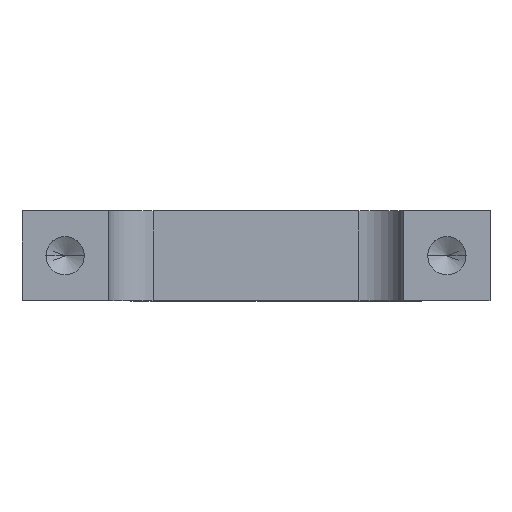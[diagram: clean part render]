
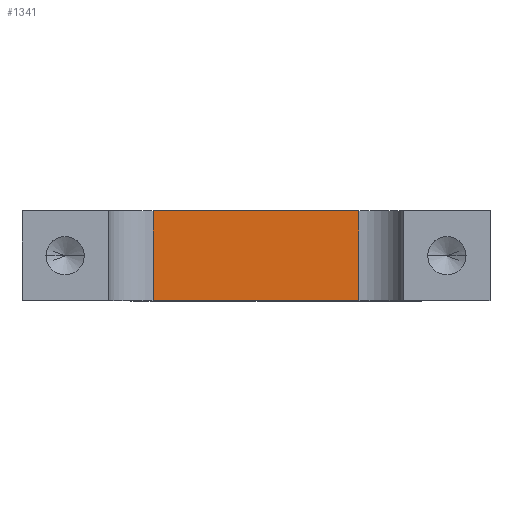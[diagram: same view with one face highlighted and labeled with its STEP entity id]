
A CAD part, top view. The second image highlights one B-rep face of the part: STEP entity #1341.
In plain terms, the highlighted planar face has unit normal (0, 0, 1).
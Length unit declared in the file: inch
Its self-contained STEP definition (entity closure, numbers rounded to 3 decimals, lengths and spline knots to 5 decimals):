
#63 = AXIS2_PLACEMENT_3D ( 'NONE', #1413, #1140, #1125 ) ;
#84 = EDGE_LOOP ( 'NONE', ( #1130, #975, #210, #976 ) ) ;
#114 = FACE_OUTER_BOUND ( 'NONE', #84, .T. ) ;
#134 = VECTOR ( 'NONE', #365, 39.37008 ) ;
#172 = LINE ( 'NONE', #442, #134 ) ;
#179 = DIRECTION ( 'NONE',  ( 0., 1., 0. ) ) ;
#210 = ORIENTED_EDGE ( 'NONE', *, *, #986, .T. ) ;
#219 = VERTEX_POINT ( 'NONE', #1215 ) ;
#291 = CARTESIAN_POINT ( 'NONE',  ( 0.286, 0.25, 0.55 ) ) ;
#299 = DIRECTION ( 'NONE',  ( 1., 0., 0. ) ) ;
#322 = CARTESIAN_POINT ( 'NONE',  ( 0., 0., 0.55 ) ) ;
#364 = CARTESIAN_POINT ( 'NONE',  ( -0.286, 0.25, 0.55 ) ) ;
#365 = DIRECTION ( 'NONE',  ( 0., -1., 0. ) ) ;
#431 = VECTOR ( 'NONE', #299, 39.37008 ) ;
#442 = CARTESIAN_POINT ( 'NONE',  ( -0.286, 0.25, 0.55 ) ) ;
#444 = CARTESIAN_POINT ( 'NONE',  ( 0.286, 0., 0.55 ) ) ;
#474 = LINE ( 'NONE', #291, #1393 ) ;
#713 = EDGE_CURVE ( 'NONE', #854, #219, #1191, .T. ) ;
#746 = LINE ( 'NONE', #322, #431 ) ;
#854 = VERTEX_POINT ( 'NONE', #364 ) ;
#858 = VECTOR ( 'NONE', #1133, 39.37008 ) ;
#920 = PLANE ( 'NONE',  #63 ) ;
#972 = EDGE_CURVE ( 'NONE', #854, #1447, #172, .T. ) ;
#975 = ORIENTED_EDGE ( 'NONE', *, *, #972, .T. ) ;
#976 = ORIENTED_EDGE ( 'NONE', *, *, #993, .T. ) ;
#977 = CARTESIAN_POINT ( 'NONE',  ( -0.286, 0., 0.55 ) ) ;
#986 = EDGE_CURVE ( 'NONE', #1447, #1180, #746, .T. ) ;
#993 = EDGE_CURVE ( 'NONE', #1180, #219, #474, .T. ) ;
#1125 = DIRECTION ( 'NONE',  ( -1., 0., 0. ) ) ;
#1128 = CARTESIAN_POINT ( 'NONE',  ( 0., 0.25, 0.55 ) ) ;
#1130 = ORIENTED_EDGE ( 'NONE', *, *, #713, .F. ) ;
#1133 = DIRECTION ( 'NONE',  ( 1., 0., 0. ) ) ;
#1140 = DIRECTION ( 'NONE',  ( 0., 0., -1. ) ) ;
#1180 = VERTEX_POINT ( 'NONE', #444 ) ;
#1191 = LINE ( 'NONE', #1128, #858 ) ;
#1215 = CARTESIAN_POINT ( 'NONE',  ( 0.286, 0.25, 0.55 ) ) ;
#1341 = ADVANCED_FACE ( 'NONE', ( #114 ), #920, .F. ) ;
#1393 = VECTOR ( 'NONE', #179, 39.37008 ) ;
#1413 = CARTESIAN_POINT ( 'NONE',  ( 0., 0.25, 0.55 ) ) ;
#1447 = VERTEX_POINT ( 'NONE', #977 ) ;
